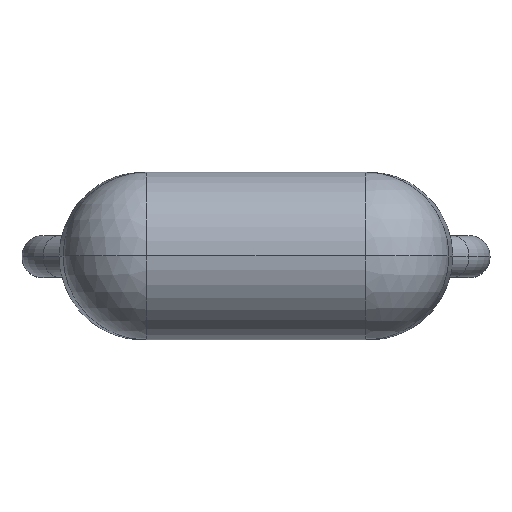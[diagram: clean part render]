
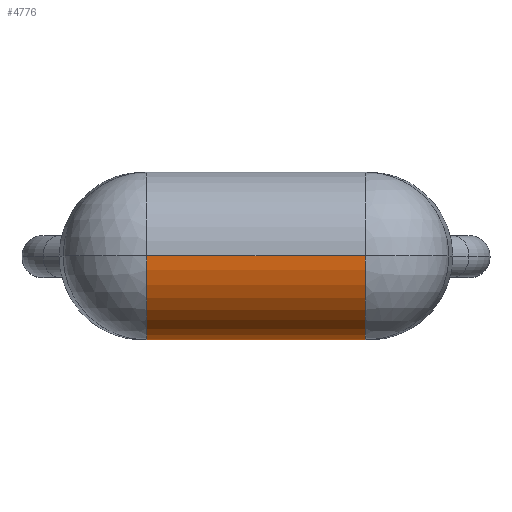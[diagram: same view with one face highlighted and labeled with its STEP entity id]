
A CAD part, top view. The second image highlights one B-rep face of the part: STEP entity #4776.
In plain terms, the highlighted cylindrical face has radius 1 mm (diameter 2 mm), a partial arc.
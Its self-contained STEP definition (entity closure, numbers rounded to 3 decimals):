
#198 = DIRECTION ( 'NONE',  ( 0., 0., -1. ) ) ;
#259 = AXIS2_PLACEMENT_3D ( 'NONE', #7324, #6165, #198 ) ;
#267 = DIRECTION ( 'NONE',  ( -1., 0., 0. ) ) ;
#696 = FACE_OUTER_BOUND ( 'NONE', #4585, .T. ) ;
#1125 = CARTESIAN_POINT ( 'NONE',  ( 1.3, 0., 4.9 ) ) ;
#1303 = ORIENTED_EDGE ( 'NONE', *, *, #10135, .F. ) ;
#1623 = EDGE_CURVE ( 'NONE', #7290, #2358, #5413, .T. ) ;
#2358 = VERTEX_POINT ( 'NONE', #1125 ) ;
#3007 = CARTESIAN_POINT ( 'NONE',  ( -1.3, -1., 3.9 ) ) ;
#4489 = CARTESIAN_POINT ( 'NONE',  ( -2.25, 0., 4.9 ) ) ;
#4527 = ORIENTED_EDGE ( 'NONE', *, *, #9276, .T. ) ;
#4585 = EDGE_LOOP ( 'NONE', ( #1303, #11758, #6733, #4527 ) ) ;
#4607 = AXIS2_PLACEMENT_3D ( 'NONE', #6858, #13096, #10920 ) ;
#4776 = ADVANCED_FACE ( 'NONE', ( #696 ), #11998, .T. ) ;
#5413 = CIRCLE ( 'NONE', #12753, 1. ) ;
#6165 = DIRECTION ( 'NONE',  ( 1., 0., 0. ) ) ;
#6688 = DIRECTION ( 'NONE',  ( -1., 0., 0. ) ) ;
#6733 = ORIENTED_EDGE ( 'NONE', *, *, #13090, .F. ) ;
#6858 = CARTESIAN_POINT ( 'NONE',  ( -2.25, 0., 3.9 ) ) ;
#7290 = VERTEX_POINT ( 'NONE', #9894 ) ;
#7324 = CARTESIAN_POINT ( 'NONE',  ( -1.3, 0., 3.9 ) ) ;
#7468 = LINE ( 'NONE', #4489, #8887 ) ;
#7743 = VERTEX_POINT ( 'NONE', #3007 ) ;
#8887 = VECTOR ( 'NONE', #12714, 1000. ) ;
#9276 = EDGE_CURVE ( 'NONE', #13041, #7743, #11640, .T. ) ;
#9477 = CARTESIAN_POINT ( 'NONE',  ( -1.3, 0., 4.9 ) ) ;
#9894 = CARTESIAN_POINT ( 'NONE',  ( 1.3, -1., 3.9 ) ) ;
#10135 = EDGE_CURVE ( 'NONE', #7290, #7743, #10688, .T. ) ;
#10234 = DIRECTION ( 'NONE',  ( 0., 0., -1. ) ) ;
#10407 = VECTOR ( 'NONE', #6688, 1000. ) ;
#10688 = LINE ( 'NONE', #11700, #10407 ) ;
#10920 = DIRECTION ( 'NONE',  ( 0., 0., -1. ) ) ;
#11640 = CIRCLE ( 'NONE', #259, 1. ) ;
#11700 = CARTESIAN_POINT ( 'NONE',  ( 0., -1., 3.9 ) ) ;
#11758 = ORIENTED_EDGE ( 'NONE', *, *, #1623, .T. ) ;
#11998 = CYLINDRICAL_SURFACE ( 'NONE', #4607, 1. ) ;
#12503 = CARTESIAN_POINT ( 'NONE',  ( 1.3, 0., 3.9 ) ) ;
#12714 = DIRECTION ( 'NONE',  ( 1., 0., 0. ) ) ;
#12753 = AXIS2_PLACEMENT_3D ( 'NONE', #12503, #267, #10234 ) ;
#13041 = VERTEX_POINT ( 'NONE', #9477 ) ;
#13090 = EDGE_CURVE ( 'NONE', #13041, #2358, #7468, .T. ) ;
#13096 = DIRECTION ( 'NONE',  ( 1., 0., 0. ) ) ;
